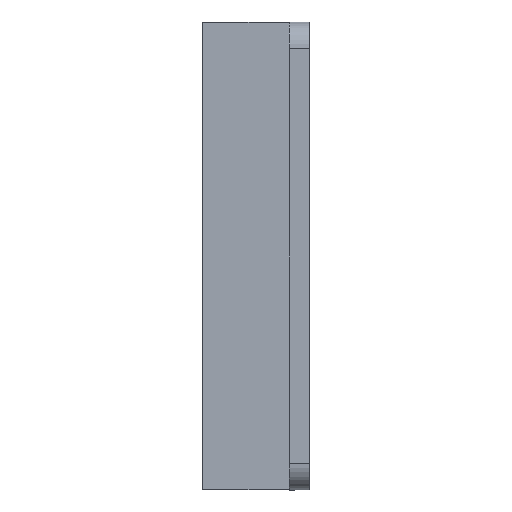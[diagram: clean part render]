
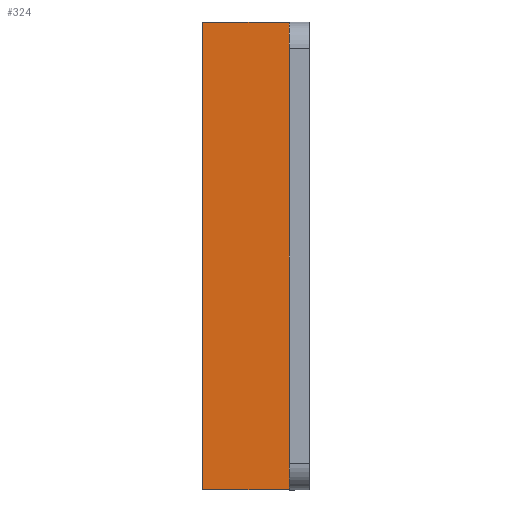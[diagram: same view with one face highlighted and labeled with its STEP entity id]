
A CAD part, left-side view. The second image highlights one B-rep face of the part: STEP entity #324.
In plain terms, the highlighted planar face has unit normal (-1, 0, 0).
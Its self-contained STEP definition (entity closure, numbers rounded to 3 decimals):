
#1 = DIRECTION ( 'NONE',  ( 0., 1., 0. ) ) ;
#25 = VERTEX_POINT ( 'NONE', #1003 ) ;
#34 = CARTESIAN_POINT ( 'NONE',  ( -19.5, 8., -17.5 ) ) ;
#151 = CARTESIAN_POINT ( 'NONE',  ( -19.5, 1.5, 17.5 ) ) ;
#203 = EDGE_CURVE ( 'NONE', #1437, #25, #1261, .T. ) ;
#226 = LINE ( 'NONE', #151, #759 ) ;
#324 = ADVANCED_FACE ( 'NONE', ( #1436 ), #403, .F. ) ;
#345 = LINE ( 'NONE', #34, #1135 ) ;
#403 = PLANE ( 'NONE',  #532 ) ;
#424 = VERTEX_POINT ( 'NONE', #1291 ) ;
#477 = DIRECTION ( 'NONE',  ( 0., 0., -1. ) ) ;
#498 = DIRECTION ( 'NONE',  ( 0., 0., -1. ) ) ;
#532 = AXIS2_PLACEMENT_3D ( 'NONE', #668, #1394, #1837 ) ;
#654 = ORIENTED_EDGE ( 'NONE', *, *, #1101, .T. ) ;
#668 = CARTESIAN_POINT ( 'NONE',  ( -19.5, 1.5, -17.5 ) ) ;
#696 = LINE ( 'NONE', #744, #1747 ) ;
#741 = CARTESIAN_POINT ( 'NONE',  ( -19.5, 1.5, -17.5 ) ) ;
#744 = CARTESIAN_POINT ( 'NONE',  ( -19.5, 1.5, -17.5 ) ) ;
#759 = VECTOR ( 'NONE', #1, 1000. ) ;
#869 = DIRECTION ( 'NONE',  ( 0., 1., 0. ) ) ;
#944 = VECTOR ( 'NONE', #498, 1000. ) ;
#1003 = CARTESIAN_POINT ( 'NONE',  ( -19.5, 1.5, -17.5 ) ) ;
#1101 = EDGE_CURVE ( 'NONE', #424, #1664, #345, .T. ) ;
#1120 = ORIENTED_EDGE ( 'NONE', *, *, #1636, .T. ) ;
#1135 = VECTOR ( 'NONE', #477, 1000. ) ;
#1261 = LINE ( 'NONE', #741, #944 ) ;
#1276 = ORIENTED_EDGE ( 'NONE', *, *, #203, .F. ) ;
#1291 = CARTESIAN_POINT ( 'NONE',  ( -19.5, 8., 17.5 ) ) ;
#1297 = ORIENTED_EDGE ( 'NONE', *, *, #1720, .F. ) ;
#1394 = DIRECTION ( 'NONE',  ( 1., 0., 0. ) ) ;
#1436 = FACE_OUTER_BOUND ( 'NONE', #1733, .T. ) ;
#1437 = VERTEX_POINT ( 'NONE', #1680 ) ;
#1636 = EDGE_CURVE ( 'NONE', #1437, #424, #226, .T. ) ;
#1664 = VERTEX_POINT ( 'NONE', #1743 ) ;
#1680 = CARTESIAN_POINT ( 'NONE',  ( -19.5, 1.5, 17.5 ) ) ;
#1720 = EDGE_CURVE ( 'NONE', #25, #1664, #696, .T. ) ;
#1733 = EDGE_LOOP ( 'NONE', ( #654, #1297, #1276, #1120 ) ) ;
#1743 = CARTESIAN_POINT ( 'NONE',  ( -19.5, 8., -17.5 ) ) ;
#1747 = VECTOR ( 'NONE', #869, 1000. ) ;
#1837 = DIRECTION ( 'NONE',  ( 0., 0., -1. ) ) ;
